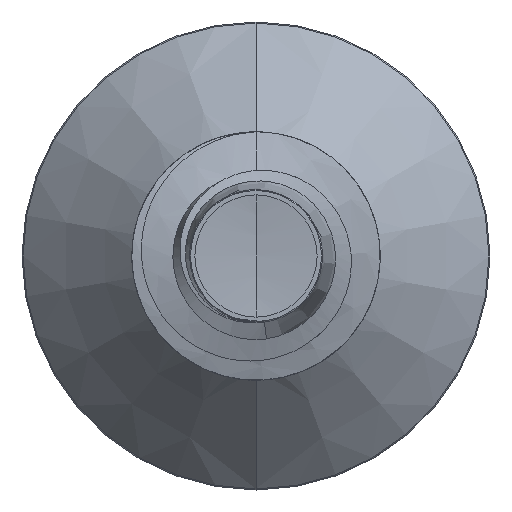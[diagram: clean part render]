
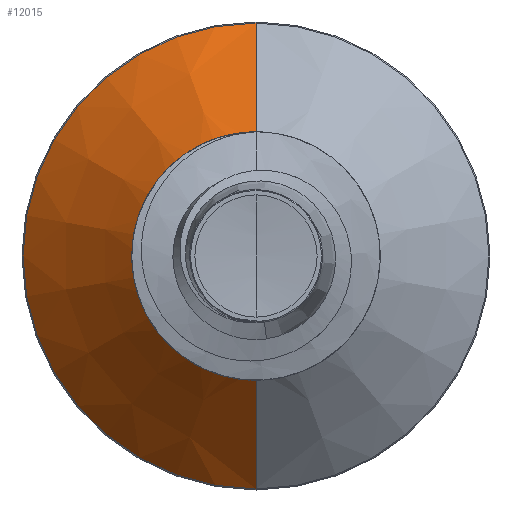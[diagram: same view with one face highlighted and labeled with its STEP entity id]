
A CAD part, front view. The second image highlights one B-rep face of the part: STEP entity #12015.
In plain terms, the highlighted conical face has half-angle 45 degrees and reference radius 2.744 mm.
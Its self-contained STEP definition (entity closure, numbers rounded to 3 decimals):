
#550 = VECTOR ( 'NONE', #13687, 1000. ) ;
#973 = CARTESIAN_POINT ( 'NONE',  ( 0., 16.245, -2.745 ) ) ;
#1100 = ORIENTED_EDGE ( 'NONE', *, *, #11769, .F. ) ;
#5249 = VECTOR ( 'NONE', #15199, 1000. ) ;
#5988 = AXIS2_PLACEMENT_3D ( 'NONE', #15593, #15589, #15580 ) ;
#6209 = AXIS2_PLACEMENT_3D ( 'NONE', #17171, #17164, #17150 ) ;
#6331 = VERTEX_POINT ( 'NONE', #10451 ) ;
#6946 = VERTEX_POINT ( 'NONE', #13348 ) ;
#7482 = ORIENTED_EDGE ( 'NONE', *, *, #16765, .T. ) ;
#7670 = CARTESIAN_POINT ( 'NONE',  ( 0., 16.245, 2.745 ) ) ;
#9686 = FACE_OUTER_BOUND ( 'NONE', #14895, .T. ) ;
#10163 = LINE ( 'NONE', #10551, #5249 ) ;
#10451 = CARTESIAN_POINT ( 'NONE',  ( 0., 19.124, 5.624 ) ) ;
#10551 = CARTESIAN_POINT ( 'NONE',  ( 0., 16.245, -2.745 ) ) ;
#11683 = AXIS2_PLACEMENT_3D ( 'NONE', #12132, #16265, #17739 ) ;
#11769 = EDGE_CURVE ( 'NONE', #14963, #6946, #10163, .T. ) ;
#11871 = ORIENTED_EDGE ( 'NONE', *, *, #16948, .T. ) ;
#12015 = ADVANCED_FACE ( 'NONE', ( #9686 ), #15722, .T. ) ;
#12132 = CARTESIAN_POINT ( 'NONE',  ( 0., 16.245, 0. ) ) ;
#13348 = CARTESIAN_POINT ( 'NONE',  ( 0., 19.124, -5.624 ) ) ;
#13687 = DIRECTION ( 'NONE',  ( 0., 0.707, 0.707 ) ) ;
#13725 = CARTESIAN_POINT ( 'NONE',  ( 0., 16.245, 2.745 ) ) ;
#14895 = EDGE_LOOP ( 'NONE', ( #1100, #7482, #11871, #15123 ) ) ;
#14963 = VERTEX_POINT ( 'NONE', #973 ) ;
#15123 = ORIENTED_EDGE ( 'NONE', *, *, #16678, .F. ) ;
#15199 = DIRECTION ( 'NONE',  ( 0., 0.707, -0.707 ) ) ;
#15580 = DIRECTION ( 'NONE',  ( 0., 0., 1. ) ) ;
#15589 = DIRECTION ( 'NONE',  ( 0., 1., 0. ) ) ;
#15593 = CARTESIAN_POINT ( 'NONE',  ( 0., 16.245, 0. ) ) ;
#15722 = CONICAL_SURFACE ( 'NONE', #11683, 2.745, 0.785 ) ;
#16265 = DIRECTION ( 'NONE',  ( 0., 1., 0. ) ) ;
#16678 = EDGE_CURVE ( 'NONE', #6946, #6331, #16705, .T. ) ;
#16705 = CIRCLE ( 'NONE', #6209, 5.624 ) ;
#16765 = EDGE_CURVE ( 'NONE', #14963, #17615, #18252, .T. ) ;
#16948 = EDGE_CURVE ( 'NONE', #17615, #6331, #17334, .T. ) ;
#17150 = DIRECTION ( 'NONE',  ( 0., 0., 1. ) ) ;
#17164 = DIRECTION ( 'NONE',  ( 0., 1., 0. ) ) ;
#17171 = CARTESIAN_POINT ( 'NONE',  ( 0., 19.124, 0. ) ) ;
#17334 = LINE ( 'NONE', #13725, #550 ) ;
#17615 = VERTEX_POINT ( 'NONE', #7670 ) ;
#17739 = DIRECTION ( 'NONE',  ( 0., 0., 1. ) ) ;
#18252 = CIRCLE ( 'NONE', #5988, 2.745 ) ;
